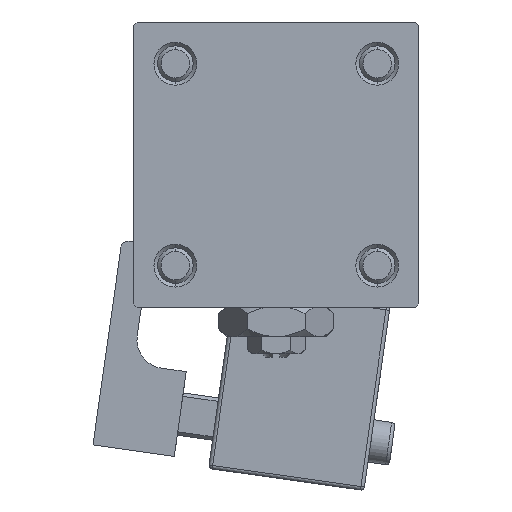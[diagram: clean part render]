
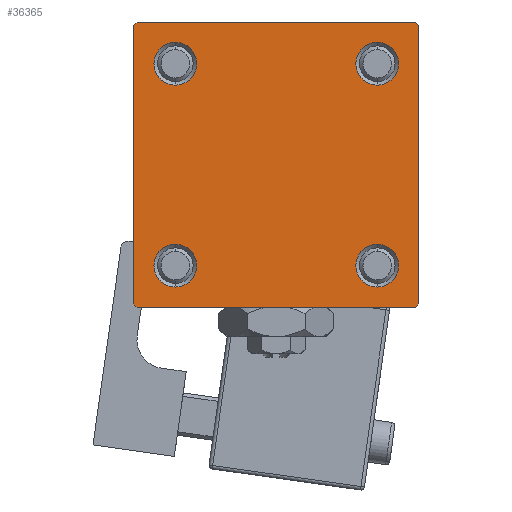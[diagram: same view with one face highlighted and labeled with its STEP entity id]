
A CAD part, left-side view. The second image highlights one B-rep face of the part: STEP entity #36365.
In plain terms, the highlighted planar face has unit normal (-1, 0, 0).
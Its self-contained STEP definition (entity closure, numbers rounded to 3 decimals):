
#1133 = AXIS2_PLACEMENT_3D ( 'NONE', #24377, #51542, #2794 ) ;
#2013 = VERTEX_POINT ( 'NONE', #13546 ) ;
#2659 = DIRECTION ( 'NONE',  ( 0., 0., 1. ) ) ;
#2794 = DIRECTION ( 'NONE',  ( 0., 0., 1. ) ) ;
#3087 = AXIS2_PLACEMENT_3D ( 'NONE', #46124, #8701, #21265 ) ;
#3697 = EDGE_CURVE ( 'NONE', #7763, #49478, #53796, .T. ) ;
#3941 = EDGE_CURVE ( 'NONE', #25539, #50806, #9537, .T. ) ;
#4336 = VECTOR ( 'NONE', #24572, 1000. ) ;
#4453 = EDGE_CURVE ( 'NONE', #50806, #2013, #49306, .T. ) ;
#4508 = ORIENTED_EDGE ( 'NONE', *, *, #42583, .T. ) ;
#4652 = AXIS2_PLACEMENT_3D ( 'NONE', #13562, #9470, #25603 ) ;
#5639 = EDGE_CURVE ( 'NONE', #7875, #25539, #45423, .T. ) ;
#6237 = FACE_BOUND ( 'NONE', #43883, .T. ) ;
#6513 = CARTESIAN_POINT ( 'NONE',  ( 0., -14.15, -11.15 ) ) ;
#6751 = ORIENTED_EDGE ( 'NONE', *, *, #23759, .T. ) ;
#6768 = FACE_BOUND ( 'NONE', #9642, .T. ) ;
#6835 = DIRECTION ( 'NONE',  ( 0., 0.707, -0.707 ) ) ;
#6919 = VERTEX_POINT ( 'NONE', #20231 ) ;
#7040 = PLANE ( 'NONE',  #25355 ) ;
#7763 = VERTEX_POINT ( 'NONE', #11350 ) ;
#7875 = VERTEX_POINT ( 'NONE', #26068 ) ;
#7891 = CARTESIAN_POINT ( 'NONE',  ( 0., -19.75, 19.75 ) ) ;
#8701 = DIRECTION ( 'NONE',  ( 1., 0., 0. ) ) ;
#9470 = DIRECTION ( 'NONE',  ( 1., 0., 0. ) ) ;
#9537 = LINE ( 'NONE', #13628, #42662 ) ;
#9642 = EDGE_LOOP ( 'NONE', ( #36153, #39925 ) ) ;
#9657 = AXIS2_PLACEMENT_3D ( 'NONE', #36312, #48608, #32201 ) ;
#9813 = DIRECTION ( 'NONE',  ( 0., -1., 0. ) ) ;
#9975 = CARTESIAN_POINT ( 'NONE',  ( 0., -14.15, -17.15 ) ) ;
#10002 = ORIENTED_EDGE ( 'NONE', *, *, #42555, .T. ) ;
#10573 = EDGE_CURVE ( 'NONE', #52975, #18391, #31457, .T. ) ;
#10893 = CIRCLE ( 'NONE', #26582, 3. ) ;
#11258 = VECTOR ( 'NONE', #6835, 1000. ) ;
#11350 = CARTESIAN_POINT ( 'NONE',  ( 0., 19.5, 20. ) ) ;
#11839 = EDGE_CURVE ( 'NONE', #23688, #44933, #22804, .T. ) ;
#12324 = VECTOR ( 'NONE', #37570, 1000. ) ;
#12437 = DIRECTION ( 'NONE',  ( 1., 0., 0. ) ) ;
#12853 = CARTESIAN_POINT ( 'NONE',  ( 0., 14.15, 11.15 ) ) ;
#12856 = VERTEX_POINT ( 'NONE', #30795 ) ;
#13099 = EDGE_CURVE ( 'NONE', #7763, #6919, #21160, .T. ) ;
#13546 = CARTESIAN_POINT ( 'NONE',  ( 0., -20., -19.5 ) ) ;
#13562 = CARTESIAN_POINT ( 'NONE',  ( 0., 14.15, -14.15 ) ) ;
#13608 = ORIENTED_EDGE ( 'NONE', *, *, #5639, .T. ) ;
#13628 = CARTESIAN_POINT ( 'NONE',  ( 0., 20., -20. ) ) ;
#14691 = DIRECTION ( 'NONE',  ( 1., 0., 0. ) ) ;
#15772 = DIRECTION ( 'NONE',  ( 0., 0., 1. ) ) ;
#15814 = CARTESIAN_POINT ( 'NONE',  ( 0., -20., 19.5 ) ) ;
#15959 = CIRCLE ( 'NONE', #1133, 3. ) ;
#16402 = EDGE_CURVE ( 'NONE', #18391, #52975, #15959, .T. ) ;
#16527 = DIRECTION ( 'NONE',  ( 0., 0., -1. ) ) ;
#16722 = CIRCLE ( 'NONE', #28927, 3. ) ;
#17646 = EDGE_LOOP ( 'NONE', ( #6751, #46071 ) ) ;
#18045 = CARTESIAN_POINT ( 'NONE',  ( 0., 20., 19.5 ) ) ;
#18391 = VERTEX_POINT ( 'NONE', #9975 ) ;
#19012 = DIRECTION ( 'NONE',  ( 0., -0.707, 0.707 ) ) ;
#19605 = CARTESIAN_POINT ( 'NONE',  ( 0., -14.15, 14.15 ) ) ;
#19877 = FACE_BOUND ( 'NONE', #17646, .T. ) ;
#20231 = CARTESIAN_POINT ( 'NONE',  ( 0., -19.5, 20. ) ) ;
#20655 = CARTESIAN_POINT ( 'NONE',  ( 0., -19.5, -20. ) ) ;
#21160 = LINE ( 'NONE', #26350, #12324 ) ;
#21265 = DIRECTION ( 'NONE',  ( 0., 0., 1. ) ) ;
#22017 = EDGE_LOOP ( 'NONE', ( #10002, #13608, #34558, #46147, #29358, #28859, #28181, #29723 ) ) ;
#22156 = VERTEX_POINT ( 'NONE', #40128 ) ;
#22537 = VECTOR ( 'NONE', #19012, 1000. ) ;
#22804 = CIRCLE ( 'NONE', #41994, 3. ) ;
#23033 = CARTESIAN_POINT ( 'NONE',  ( 0., -14.15, 17.15 ) ) ;
#23450 = CARTESIAN_POINT ( 'NONE',  ( 0., 0., 0. ) ) ;
#23688 = VERTEX_POINT ( 'NONE', #28844 ) ;
#23759 = EDGE_CURVE ( 'NONE', #44933, #23688, #10893, .T. ) ;
#24193 = CARTESIAN_POINT ( 'NONE',  ( 0., 19.5, -20. ) ) ;
#24203 = DIRECTION ( 'NONE',  ( 0., 0., 1. ) ) ;
#24377 = CARTESIAN_POINT ( 'NONE',  ( 0., -14.15, -14.15 ) ) ;
#24572 = DIRECTION ( 'NONE',  ( 0., 0.707, 0.707 ) ) ;
#25355 = AXIS2_PLACEMENT_3D ( 'NONE', #23450, #40117, #2659 ) ;
#25539 = VERTEX_POINT ( 'NONE', #24193 ) ;
#25603 = DIRECTION ( 'NONE',  ( 0., 0., 1. ) ) ;
#25629 = CIRCLE ( 'NONE', #4652, 3. ) ;
#26068 = CARTESIAN_POINT ( 'NONE',  ( 0., 20., -19.5 ) ) ;
#26350 = CARTESIAN_POINT ( 'NONE',  ( 0., 20., 20. ) ) ;
#26582 = AXIS2_PLACEMENT_3D ( 'NONE', #32663, #12437, #24203 ) ;
#27142 = VERTEX_POINT ( 'NONE', #12853 ) ;
#27144 = AXIS2_PLACEMENT_3D ( 'NONE', #46996, #48076, #34976 ) ;
#27216 = EDGE_LOOP ( 'NONE', ( #4508, #40152 ) ) ;
#27757 = CARTESIAN_POINT ( 'NONE',  ( 0., -19.75, -19.75 ) ) ;
#28181 = ORIENTED_EDGE ( 'NONE', *, *, #13099, .F. ) ;
#28675 = LINE ( 'NONE', #7891, #4336 ) ;
#28844 = CARTESIAN_POINT ( 'NONE',  ( 0., -14.15, 11.15 ) ) ;
#28859 = ORIENTED_EDGE ( 'NONE', *, *, #35496, .T. ) ;
#28927 = AXIS2_PLACEMENT_3D ( 'NONE', #47206, #14691, #31355 ) ;
#29358 = ORIENTED_EDGE ( 'NONE', *, *, #48147, .F. ) ;
#29723 = ORIENTED_EDGE ( 'NONE', *, *, #3697, .T. ) ;
#30554 = LINE ( 'NONE', #51305, #44656 ) ;
#30795 = CARTESIAN_POINT ( 'NONE',  ( 0., 14.15, -11.15 ) ) ;
#31355 = DIRECTION ( 'NONE',  ( 0., 0., 1. ) ) ;
#31457 = CIRCLE ( 'NONE', #9657, 3. ) ;
#31788 = VERTEX_POINT ( 'NONE', #40155 ) ;
#32201 = DIRECTION ( 'NONE',  ( 0., 0., 1. ) ) ;
#32420 = ORIENTED_EDGE ( 'NONE', *, *, #10573, .T. ) ;
#32663 = CARTESIAN_POINT ( 'NONE',  ( 0., -14.15, 14.15 ) ) ;
#32998 = VECTOR ( 'NONE', #53617, 1000. ) ;
#34558 = ORIENTED_EDGE ( 'NONE', *, *, #3941, .T. ) ;
#34976 = DIRECTION ( 'NONE',  ( 0., 0., 1. ) ) ;
#35496 = EDGE_CURVE ( 'NONE', #49634, #6919, #28675, .T. ) ;
#36021 = FACE_BOUND ( 'NONE', #27216, .T. ) ;
#36153 = ORIENTED_EDGE ( 'NONE', *, *, #50647, .T. ) ;
#36312 = CARTESIAN_POINT ( 'NONE',  ( 0., -14.15, -14.15 ) ) ;
#36365 = ADVANCED_FACE ( 'NONE', ( #19877, #6237, #6768, #36021, #51875 ), #7040, .T. ) ;
#36703 = CARTESIAN_POINT ( 'NONE',  ( 0., 19.75, -19.75 ) ) ;
#37025 = CARTESIAN_POINT ( 'NONE',  ( 0., -20., 20. ) ) ;
#37570 = DIRECTION ( 'NONE',  ( 0., -1., 0. ) ) ;
#39925 = ORIENTED_EDGE ( 'NONE', *, *, #47031, .T. ) ;
#40117 = DIRECTION ( 'NONE',  ( -1., 0., 0. ) ) ;
#40128 = CARTESIAN_POINT ( 'NONE',  ( 0., 14.15, -17.15 ) ) ;
#40152 = ORIENTED_EDGE ( 'NONE', *, *, #40873, .T. ) ;
#40155 = CARTESIAN_POINT ( 'NONE',  ( 0., 14.15, 17.15 ) ) ;
#40873 = EDGE_CURVE ( 'NONE', #27142, #31788, #44582, .T. ) ;
#41115 = LINE ( 'NONE', #37025, #50096 ) ;
#41994 = AXIS2_PLACEMENT_3D ( 'NONE', #19605, #45004, #15772 ) ;
#42555 = EDGE_CURVE ( 'NONE', #49478, #7875, #30554, .T. ) ;
#42583 = EDGE_CURVE ( 'NONE', #31788, #27142, #16722, .T. ) ;
#42662 = VECTOR ( 'NONE', #9813, 1000. ) ;
#43883 = EDGE_LOOP ( 'NONE', ( #32420, #53720 ) ) ;
#43931 = DIRECTION ( 'NONE',  ( 0., 0., -1. ) ) ;
#44108 = CIRCLE ( 'NONE', #3087, 3. ) ;
#44283 = CARTESIAN_POINT ( 'NONE',  ( 0., 19.75, 19.75 ) ) ;
#44582 = CIRCLE ( 'NONE', #27144, 3. ) ;
#44656 = VECTOR ( 'NONE', #43931, 1000. ) ;
#44933 = VERTEX_POINT ( 'NONE', #23033 ) ;
#45004 = DIRECTION ( 'NONE',  ( 1., 0., 0. ) ) ;
#45423 = LINE ( 'NONE', #36703, #32998 ) ;
#46071 = ORIENTED_EDGE ( 'NONE', *, *, #11839, .T. ) ;
#46124 = CARTESIAN_POINT ( 'NONE',  ( 0., 14.15, -14.15 ) ) ;
#46147 = ORIENTED_EDGE ( 'NONE', *, *, #4453, .T. ) ;
#46996 = CARTESIAN_POINT ( 'NONE',  ( 0., 14.15, 14.15 ) ) ;
#47031 = EDGE_CURVE ( 'NONE', #22156, #12856, #25629, .T. ) ;
#47206 = CARTESIAN_POINT ( 'NONE',  ( 0., 14.15, 14.15 ) ) ;
#48076 = DIRECTION ( 'NONE',  ( 1., 0., 0. ) ) ;
#48147 = EDGE_CURVE ( 'NONE', #49634, #2013, #41115, .T. ) ;
#48608 = DIRECTION ( 'NONE',  ( 1., 0., 0. ) ) ;
#49306 = LINE ( 'NONE', #27757, #22537 ) ;
#49478 = VERTEX_POINT ( 'NONE', #18045 ) ;
#49634 = VERTEX_POINT ( 'NONE', #15814 ) ;
#50096 = VECTOR ( 'NONE', #16527, 1000. ) ;
#50647 = EDGE_CURVE ( 'NONE', #12856, #22156, #44108, .T. ) ;
#50806 = VERTEX_POINT ( 'NONE', #20655 ) ;
#51305 = CARTESIAN_POINT ( 'NONE',  ( 0., 20., 20. ) ) ;
#51542 = DIRECTION ( 'NONE',  ( 1., 0., 0. ) ) ;
#51875 = FACE_OUTER_BOUND ( 'NONE', #22017, .T. ) ;
#52975 = VERTEX_POINT ( 'NONE', #6513 ) ;
#53617 = DIRECTION ( 'NONE',  ( 0., -0.707, -0.707 ) ) ;
#53720 = ORIENTED_EDGE ( 'NONE', *, *, #16402, .T. ) ;
#53796 = LINE ( 'NONE', #44283, #11258 ) ;
